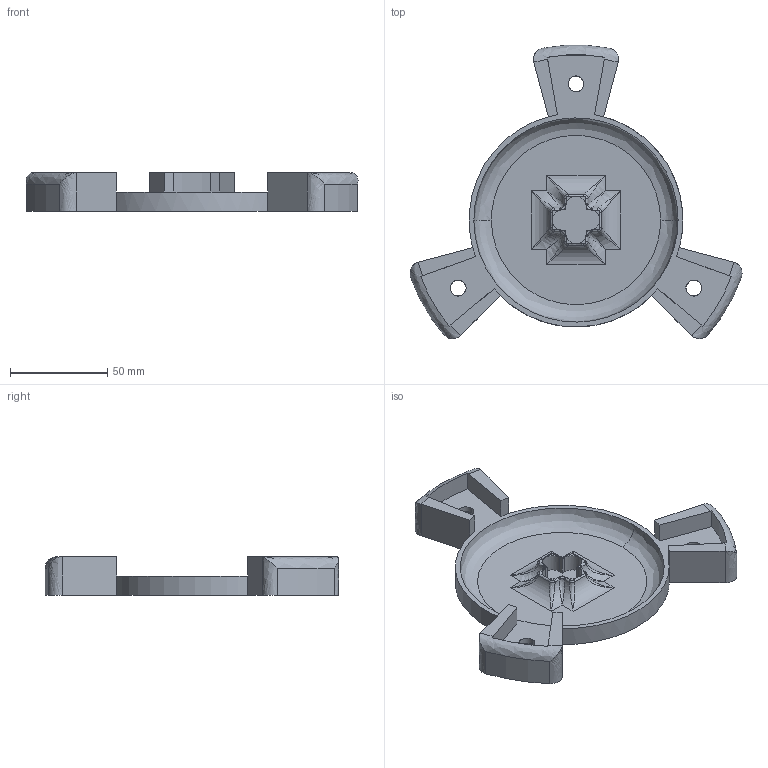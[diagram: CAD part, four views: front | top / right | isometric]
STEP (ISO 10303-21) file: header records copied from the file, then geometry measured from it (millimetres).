
FILE_DESCRIPTION(/* description */ (''),/* implementation_level */ '2;1');
FILE_NAME(/* name */ 'GTRMOW~D',/* time_stamp */ '2015-01-15T16:21:00+01:00',/* author */ (''),/* organization */ (''),/* preprocessor_version */ 'ST-DEVELOPER v15',/* originating_system */ '',/* authorisation */ '');
FILE_SCHEMA (('AUTOMOTIVE_DESIGN'));
Length unit declared in the file: millimetre
Products named in the file (1): Document
Bounding box: 170.74 x 150.82 x 20 mm (x, y, z)
Volume: 78224.2 mm3; surface area: 43620.6 mm2
Topology: 4 solids, 4 shells, 232 faces, 620 edges, 386 vertices
Faces by surface type: bspline 166, plane 66
Entity records: 9923 total; most frequent: CARTESIAN_POINT 6359, ORIENTED_EDGE 1216, EDGE_CURVE 608, VERTEX_POINT 386, B_SPLINE_CURVE_WITH_KNOTS 366, EDGE_LOOP 246, ADVANCED_FACE 232, FACE_OUTER_BOUND 232
